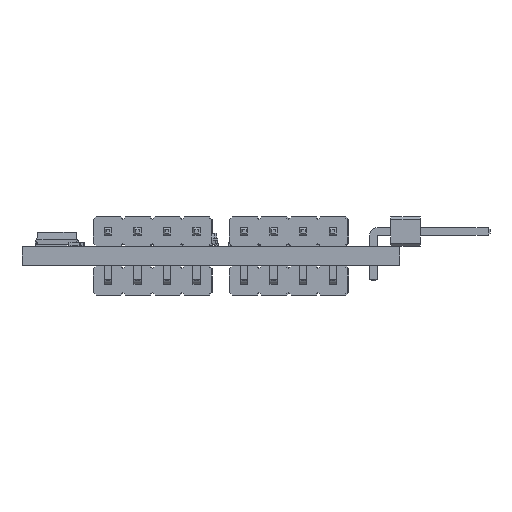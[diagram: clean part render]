
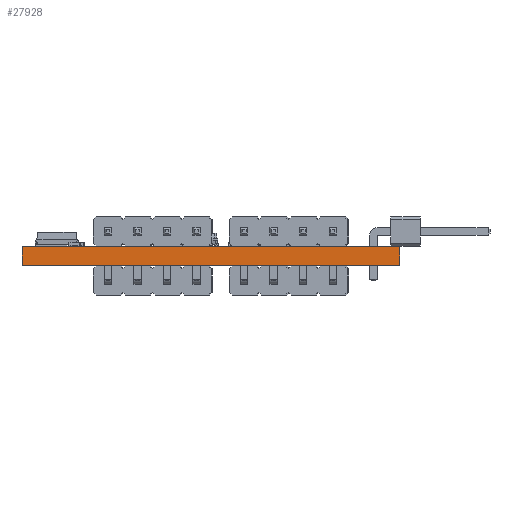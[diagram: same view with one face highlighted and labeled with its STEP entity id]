
A CAD part, left-side view. The second image highlights one B-rep face of the part: STEP entity #27928.
In plain terms, the highlighted planar face has unit normal (-1, 0, 0).
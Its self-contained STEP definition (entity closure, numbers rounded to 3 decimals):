
#27872 = VERTEX_POINT('',#27873);
#27873 = CARTESIAN_POINT('',(67.75,-90.5,1.6));
#27879 = EDGE_CURVE('',#27880,#27872,#27882,.T.);
#27880 = VERTEX_POINT('',#27881);
#27881 = CARTESIAN_POINT('',(67.75,-90.5,0.));
#27882 = LINE('',#27883,#27884);
#27883 = CARTESIAN_POINT('',(67.75,-90.5,0.));
#27884 = VECTOR('',#27885,1.);
#27885 = DIRECTION('',(0.,0.,1.));
#27928 = ADVANCED_FACE('',(#27929),#27954,.T.);
#27929 = FACE_BOUND('',#27930,.T.);
#27930 = EDGE_LOOP('',(#27931,#27932,#27940,#27948));
#27931 = ORIENTED_EDGE('',*,*,#27879,.T.);
#27932 = ORIENTED_EDGE('',*,*,#27933,.T.);
#27933 = EDGE_CURVE('',#27872,#27934,#27936,.T.);
#27934 = VERTEX_POINT('',#27935);
#27935 = CARTESIAN_POINT('',(67.75,-58.,1.6));
#27936 = LINE('',#27937,#27938);
#27937 = CARTESIAN_POINT('',(67.75,-90.5,1.6));
#27938 = VECTOR('',#27939,1.);
#27939 = DIRECTION('',(0.,1.,0.));
#27940 = ORIENTED_EDGE('',*,*,#27941,.F.);
#27941 = EDGE_CURVE('',#27942,#27934,#27944,.T.);
#27942 = VERTEX_POINT('',#27943);
#27943 = CARTESIAN_POINT('',(67.75,-58.,0.));
#27944 = LINE('',#27945,#27946);
#27945 = CARTESIAN_POINT('',(67.75,-58.,0.));
#27946 = VECTOR('',#27947,1.);
#27947 = DIRECTION('',(0.,0.,1.));
#27948 = ORIENTED_EDGE('',*,*,#27949,.F.);
#27949 = EDGE_CURVE('',#27880,#27942,#27950,.T.);
#27950 = LINE('',#27951,#27952);
#27951 = CARTESIAN_POINT('',(67.75,-90.5,0.));
#27952 = VECTOR('',#27953,1.);
#27953 = DIRECTION('',(0.,1.,0.));
#27954 = PLANE('',#27955);
#27955 = AXIS2_PLACEMENT_3D('',#27956,#27957,#27958);
#27956 = CARTESIAN_POINT('',(67.75,-90.5,0.));
#27957 = DIRECTION('',(-1.,0.,0.));
#27958 = DIRECTION('',(0.,1.,0.));
